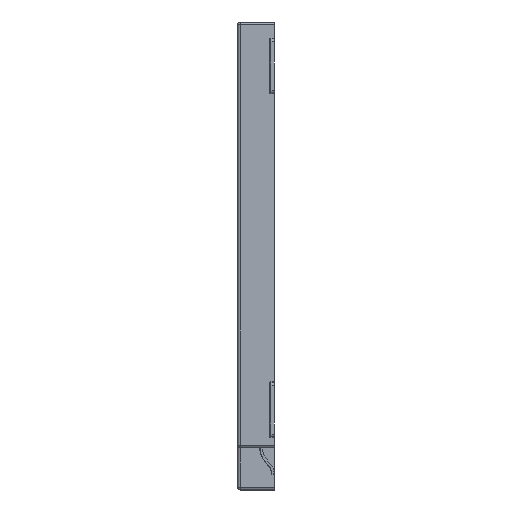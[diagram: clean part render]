
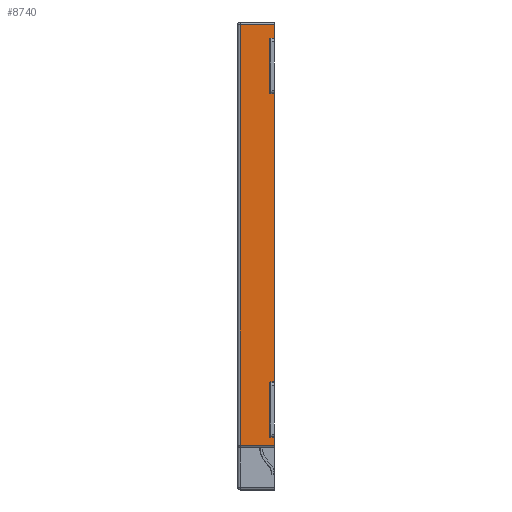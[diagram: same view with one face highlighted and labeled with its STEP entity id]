
A CAD part, left-side view. The second image highlights one B-rep face of the part: STEP entity #8740.
In plain terms, the highlighted planar face has unit normal (-1, 0, 0).
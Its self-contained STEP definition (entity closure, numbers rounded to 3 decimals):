
#8 = LINE ( 'NONE', #2909, #5744 ) ;
#18 = CARTESIAN_POINT ( 'NONE',  ( 0., 0., -0.6 ) ) ;
#197 = CARTESIAN_POINT ( 'NONE',  ( 0., 1.25, -0.1 ) ) ;
#268 = EDGE_CURVE ( 'NONE', #6975, #3972, #3538, .T. ) ;
#327 = CARTESIAN_POINT ( 'NONE',  ( 0., 0., -0.6 ) ) ;
#340 = AXIS2_PLACEMENT_3D ( 'NONE', #7000, #2511, #7758 ) ;
#499 = LINE ( 'NONE', #4631, #2247 ) ;
#616 = DIRECTION ( 'NONE',  ( 0., 0., -1. ) ) ;
#641 = CARTESIAN_POINT ( 'NONE',  ( 0., 0.17, -2.6 ) ) ;
#646 = EDGE_CURVE ( 'NONE', #8704, #3552, #1046, .T. ) ;
#677 = CARTESIAN_POINT ( 'NONE',  ( 0., 0.15, -15.27 ) ) ;
#731 = VECTOR ( 'NONE', #1073, 1000. ) ;
#842 = DIRECTION ( 'NONE',  ( 0., 0., 1. ) ) ;
#894 = CARTESIAN_POINT ( 'NONE',  ( 0., 0., -2.64 ) ) ;
#950 = DIRECTION ( 'NONE',  ( 1., 0., 0. ) ) ;
#986 = ORIENTED_EDGE ( 'NONE', *, *, #7796, .T. ) ;
#1046 = CIRCLE ( 'NONE', #3483, 0.04 ) ;
#1073 = DIRECTION ( 'NONE',  ( 0., -1., 0. ) ) ;
#1347 = VERTEX_POINT ( 'NONE', #2009 ) ;
#1394 = CIRCLE ( 'NONE', #6029, 0.04 ) ;
#1431 = CARTESIAN_POINT ( 'NONE',  ( 0., 0.17, -13.27 ) ) ;
#1462 = EDGE_CURVE ( 'NONE', #1929, #2775, #3126, .T. ) ;
#1544 = FACE_OUTER_BOUND ( 'NONE', #8049, .T. ) ;
#1761 = CARTESIAN_POINT ( 'NONE',  ( 0., 0., -15.55 ) ) ;
#1885 = VECTOR ( 'NONE', #842, 1000. ) ;
#1910 = LINE ( 'NONE', #8994, #3649 ) ;
#1929 = VERTEX_POINT ( 'NONE', #8099 ) ;
#1952 = CARTESIAN_POINT ( 'NONE',  ( 0., 0.13, -0.64 ) ) ;
#1993 = CARTESIAN_POINT ( 'NONE',  ( 0., 0.13, -13.27 ) ) ;
#2009 = CARTESIAN_POINT ( 'NONE',  ( 0., 0.13, -2.64 ) ) ;
#2140 = EDGE_CURVE ( 'NONE', #9584, #3972, #3861, .T. ) ;
#2159 = VERTEX_POINT ( 'NONE', #7580 ) ;
#2176 = ORIENTED_EDGE ( 'NONE', *, *, #9548, .T. ) ;
#2236 = ORIENTED_EDGE ( 'NONE', *, *, #3146, .T. ) ;
#2247 = VECTOR ( 'NONE', #7650, 1000. ) ;
#2284 = CARTESIAN_POINT ( 'NONE',  ( 0., 1.35, -15.55 ) ) ;
#2362 = VECTOR ( 'NONE', #2919, 1000. ) ;
#2489 = AXIS2_PLACEMENT_3D ( 'NONE', #7674, #950, #6205 ) ;
#2511 = DIRECTION ( 'NONE',  ( -1., 0., 0. ) ) ;
#2680 = DIRECTION ( 'NONE',  ( 0., 0., -1. ) ) ;
#2695 = EDGE_CURVE ( 'NONE', #1929, #9656, #1394, .T. ) ;
#2711 = LINE ( 'NONE', #327, #731 ) ;
#2728 = DIRECTION ( 'NONE',  ( 0., 0., -1. ) ) ;
#2775 = VERTEX_POINT ( 'NONE', #8056 ) ;
#2847 = DIRECTION ( 'NONE',  ( 0., -1., 0. ) ) ;
#2909 = CARTESIAN_POINT ( 'NONE',  ( 0., 0., -15.65 ) ) ;
#2919 = DIRECTION ( 'NONE',  ( 0., 1., 0. ) ) ;
#2925 = CARTESIAN_POINT ( 'NONE',  ( 0., 0.15, -2.64 ) ) ;
#3028 = EDGE_CURVE ( 'NONE', #4733, #2159, #1910, .T. ) ;
#3126 = LINE ( 'NONE', #8101, #8874 ) ;
#3146 = EDGE_CURVE ( 'NONE', #8704, #9656, #499, .T. ) ;
#3190 = CARTESIAN_POINT ( 'NONE',  ( 0., 0.13, -0.6 ) ) ;
#3219 = ORIENTED_EDGE ( 'NONE', *, *, #268, .F. ) ;
#3354 = EDGE_CURVE ( 'NONE', #7165, #3553, #5400, .T. ) ;
#3447 = LINE ( 'NONE', #4832, #5203 ) ;
#3483 = AXIS2_PLACEMENT_3D ( 'NONE', #9579, #5098, #616 ) ;
#3538 = CIRCLE ( 'NONE', #3711, 0.04 ) ;
#3552 = VERTEX_POINT ( 'NONE', #3998 ) ;
#3553 = VERTEX_POINT ( 'NONE', #1761 ) ;
#3649 = VECTOR ( 'NONE', #9696, 1000. ) ;
#3666 = DIRECTION ( 'NONE',  ( 0., 0., 1. ) ) ;
#3691 = DIRECTION ( 'NONE',  ( 0., 1., 0. ) ) ;
#3711 = AXIS2_PLACEMENT_3D ( 'NONE', #1952, #7184, #2680 ) ;
#3861 = LINE ( 'NONE', #4570, #1885 ) ;
#3972 = VERTEX_POINT ( 'NONE', #9617 ) ;
#3998 = CARTESIAN_POINT ( 'NONE',  ( 0., 0.13, -15.27 ) ) ;
#4038 = ORIENTED_EDGE ( 'NONE', *, *, #4530, .F. ) ;
#4071 = EDGE_CURVE ( 'NONE', #2159, #6965, #3447, .T. ) ;
#4344 = LINE ( 'NONE', #677, #2362 ) ;
#4530 = EDGE_CURVE ( 'NONE', #9584, #1347, #8625, .T. ) ;
#4570 = CARTESIAN_POINT ( 'NONE',  ( 0., 0.17, -0.62 ) ) ;
#4631 = CARTESIAN_POINT ( 'NONE',  ( 0., 0.17, -13.25 ) ) ;
#4731 = ORIENTED_EDGE ( 'NONE', *, *, #2140, .T. ) ;
#4733 = VERTEX_POINT ( 'NONE', #18 ) ;
#4744 = LINE ( 'NONE', #2925, #8509 ) ;
#4780 = VERTEX_POINT ( 'NONE', #894 ) ;
#4832 = CARTESIAN_POINT ( 'NONE',  ( 0., 1.35, -0.1 ) ) ;
#4908 = VERTEX_POINT ( 'NONE', #5469 ) ;
#5098 = DIRECTION ( 'NONE',  ( -1., 0., 0. ) ) ;
#5203 = VECTOR ( 'NONE', #5598, 1000. ) ;
#5374 = VECTOR ( 'NONE', #7368, 1000. ) ;
#5400 = LINE ( 'NONE', #2284, #7173 ) ;
#5469 = CARTESIAN_POINT ( 'NONE',  ( 0., 0., -15.27 ) ) ;
#5598 = DIRECTION ( 'NONE',  ( 0., 1., 0. ) ) ;
#5678 = ORIENTED_EDGE ( 'NONE', *, *, #8306, .T. ) ;
#5724 = EDGE_CURVE ( 'NONE', #6965, #7165, #8528, .T. ) ;
#5742 = ORIENTED_EDGE ( 'NONE', *, *, #4071, .T. ) ;
#5744 = VECTOR ( 'NONE', #3666, 1000. ) ;
#5745 = CARTESIAN_POINT ( 'NONE',  ( 0., 1.25, -15.55 ) ) ;
#5846 = CARTESIAN_POINT ( 'NONE',  ( 0., 0., -15.65 ) ) ;
#6029 = AXIS2_PLACEMENT_3D ( 'NONE', #1993, #7232, #2728 ) ;
#6205 = DIRECTION ( 'NONE',  ( 0., 0., -1. ) ) ;
#6282 = ORIENTED_EDGE ( 'NONE', *, *, #2695, .F. ) ;
#6428 = EDGE_CURVE ( 'NONE', #4780, #1347, #4744, .T. ) ;
#6526 = ORIENTED_EDGE ( 'NONE', *, *, #6428, .T. ) ;
#6687 = CARTESIAN_POINT ( 'NONE',  ( 0., 1.25, -15.65 ) ) ;
#6776 = DIRECTION ( 'NONE',  ( 0., -1., 0. ) ) ;
#6965 = VERTEX_POINT ( 'NONE', #197 ) ;
#6975 = VERTEX_POINT ( 'NONE', #3190 ) ;
#7000 = CARTESIAN_POINT ( 'NONE',  ( 0., 0.13, -2.6 ) ) ;
#7165 = VERTEX_POINT ( 'NONE', #5745 ) ;
#7173 = VECTOR ( 'NONE', #6776, 1000. ) ;
#7184 = DIRECTION ( 'NONE',  ( -1., 0., 0. ) ) ;
#7232 = DIRECTION ( 'NONE',  ( -1., 0., 0. ) ) ;
#7368 = DIRECTION ( 'NONE',  ( 0., 0., 1. ) ) ;
#7389 = LINE ( 'NONE', #5846, #5374 ) ;
#7450 = DIRECTION ( 'NONE',  ( 0., 0., -1. ) ) ;
#7580 = CARTESIAN_POINT ( 'NONE',  ( 0., 0., -0.1 ) ) ;
#7587 = VECTOR ( 'NONE', #7450, 1000. ) ;
#7611 = EDGE_CURVE ( 'NONE', #6975, #4733, #2711, .T. ) ;
#7650 = DIRECTION ( 'NONE',  ( 0., 0., 1. ) ) ;
#7674 = CARTESIAN_POINT ( 'NONE',  ( 0., 1.35, -15.65 ) ) ;
#7744 = ORIENTED_EDGE ( 'NONE', *, *, #646, .F. ) ;
#7758 = DIRECTION ( 'NONE',  ( 0., 0., -1. ) ) ;
#7796 = EDGE_CURVE ( 'NONE', #4908, #3552, #4344, .T. ) ;
#7913 = ORIENTED_EDGE ( 'NONE', *, *, #1462, .T. ) ;
#8040 = ORIENTED_EDGE ( 'NONE', *, *, #7611, .T. ) ;
#8049 = EDGE_LOOP ( 'NONE', ( #2176, #986, #7744, #2236, #6282, #7913, #5678, #6526, #4038, #4731, #3219, #8040, #8832, #5742, #9195, #9070 ) ) ;
#8056 = CARTESIAN_POINT ( 'NONE',  ( 0., 0., -13.23 ) ) ;
#8099 = CARTESIAN_POINT ( 'NONE',  ( 0., 0.13, -13.23 ) ) ;
#8101 = CARTESIAN_POINT ( 'NONE',  ( 0., 0., -13.23 ) ) ;
#8306 = EDGE_CURVE ( 'NONE', #2775, #4780, #8, .T. ) ;
#8509 = VECTOR ( 'NONE', #3691, 1000. ) ;
#8528 = LINE ( 'NONE', #6687, #7587 ) ;
#8625 = CIRCLE ( 'NONE', #340, 0.04 ) ;
#8704 = VERTEX_POINT ( 'NONE', #9145 ) ;
#8740 = ADVANCED_FACE ( 'NONE', ( #1544 ), #9170, .F. ) ;
#8832 = ORIENTED_EDGE ( 'NONE', *, *, #3028, .T. ) ;
#8874 = VECTOR ( 'NONE', #2847, 1000. ) ;
#8994 = CARTESIAN_POINT ( 'NONE',  ( 0., 0., -15.65 ) ) ;
#9070 = ORIENTED_EDGE ( 'NONE', *, *, #3354, .T. ) ;
#9145 = CARTESIAN_POINT ( 'NONE',  ( 0., 0.17, -15.23 ) ) ;
#9170 = PLANE ( 'NONE',  #2489 ) ;
#9195 = ORIENTED_EDGE ( 'NONE', *, *, #5724, .T. ) ;
#9548 = EDGE_CURVE ( 'NONE', #3553, #4908, #7389, .T. ) ;
#9579 = CARTESIAN_POINT ( 'NONE',  ( 0., 0.13, -15.23 ) ) ;
#9584 = VERTEX_POINT ( 'NONE', #641 ) ;
#9617 = CARTESIAN_POINT ( 'NONE',  ( 0., 0.17, -0.64 ) ) ;
#9656 = VERTEX_POINT ( 'NONE', #1431 ) ;
#9696 = DIRECTION ( 'NONE',  ( 0., 0., 1. ) ) ;
